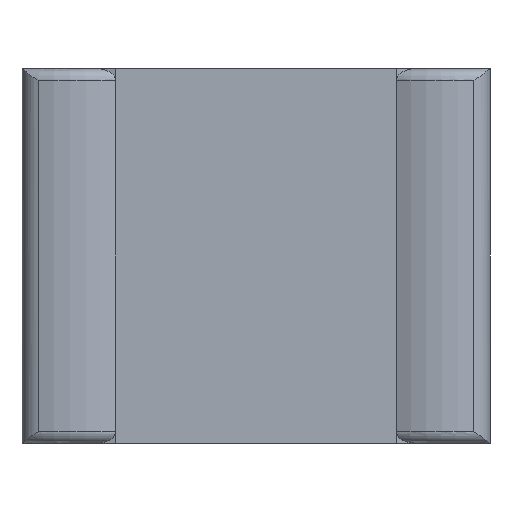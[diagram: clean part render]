
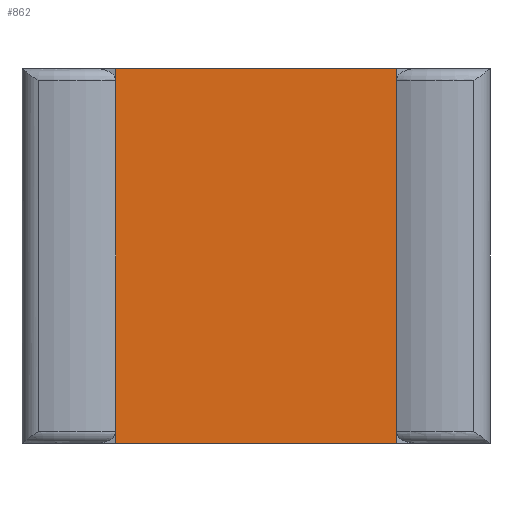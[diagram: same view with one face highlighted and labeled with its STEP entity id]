
A CAD part, front view. The second image highlights one B-rep face of the part: STEP entity #862.
In plain terms, the highlighted planar face has unit normal (0, -1, 0).
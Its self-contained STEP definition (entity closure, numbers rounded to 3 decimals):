
#2 = ORIENTED_EDGE ( 'NONE', *, *, #396, .F. ) ;
#22 = DIRECTION ( 'NONE',  ( 0., 0., -1. ) ) ;
#26 = VERTEX_POINT ( 'NONE', #630 ) ;
#41 = EDGE_LOOP ( 'NONE', ( #668, #487, #594, #2 ) ) ;
#69 = LINE ( 'NONE', #203, #873 ) ;
#89 = CARTESIAN_POINT ( 'NONE',  ( -0.75, 0.063, 1. ) ) ;
#93 = CARTESIAN_POINT ( 'NONE',  ( 0.75, 0.063, 1. ) ) ;
#140 = PLANE ( 'NONE',  #522 ) ;
#156 = CARTESIAN_POINT ( 'NONE',  ( -0.75, 0.063, 1. ) ) ;
#171 = DIRECTION ( 'NONE',  ( 1., 0., 0. ) ) ;
#203 = CARTESIAN_POINT ( 'NONE',  ( -0.75, 0.063, 1. ) ) ;
#238 = VECTOR ( 'NONE', #22, 1000. ) ;
#283 = CARTESIAN_POINT ( 'NONE',  ( -0.75, 0.063, -1. ) ) ;
#321 = LINE ( 'NONE', #89, #713 ) ;
#396 = EDGE_CURVE ( 'NONE', #628, #496, #321, .T. ) ;
#429 = LINE ( 'NONE', #784, #238 ) ;
#432 = EDGE_CURVE ( 'NONE', #496, #727, #429, .T. ) ;
#454 = DIRECTION ( 'NONE',  ( 0., 1., 0. ) ) ;
#469 = DIRECTION ( 'NONE',  ( 0., 0., 1. ) ) ;
#487 = ORIENTED_EDGE ( 'NONE', *, *, #655, .T. ) ;
#496 = VERTEX_POINT ( 'NONE', #93 ) ;
#505 = CARTESIAN_POINT ( 'NONE',  ( 0.75, 0.063, -1. ) ) ;
#518 = DIRECTION ( 'NONE',  ( 0., 0., -1. ) ) ;
#522 = AXIS2_PLACEMENT_3D ( 'NONE', #156, #454, #469 ) ;
#582 = DIRECTION ( 'NONE',  ( 1., 0., 0. ) ) ;
#594 = ORIENTED_EDGE ( 'NONE', *, *, #432, .F. ) ;
#622 = VECTOR ( 'NONE', #582, 1000. ) ;
#628 = VERTEX_POINT ( 'NONE', #739 ) ;
#630 = CARTESIAN_POINT ( 'NONE',  ( -0.75, 0.063, -1. ) ) ;
#655 = EDGE_CURVE ( 'NONE', #26, #727, #984, .T. ) ;
#668 = ORIENTED_EDGE ( 'NONE', *, *, #730, .T. ) ;
#713 = VECTOR ( 'NONE', #171, 1000. ) ;
#727 = VERTEX_POINT ( 'NONE', #505 ) ;
#730 = EDGE_CURVE ( 'NONE', #628, #26, #69, .T. ) ;
#739 = CARTESIAN_POINT ( 'NONE',  ( -0.75, 0.063, 1. ) ) ;
#784 = CARTESIAN_POINT ( 'NONE',  ( 0.75, 0.063, 1. ) ) ;
#862 = ADVANCED_FACE ( 'NONE', ( #872 ), #140, .F. ) ;
#872 = FACE_OUTER_BOUND ( 'NONE', #41, .T. ) ;
#873 = VECTOR ( 'NONE', #518, 1000. ) ;
#984 = LINE ( 'NONE', #283, #622 ) ;
